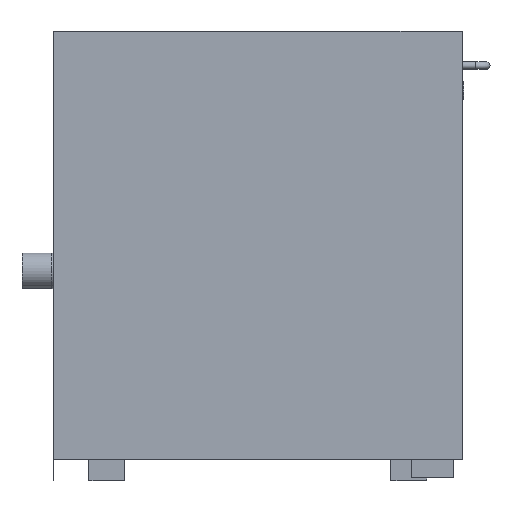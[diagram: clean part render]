
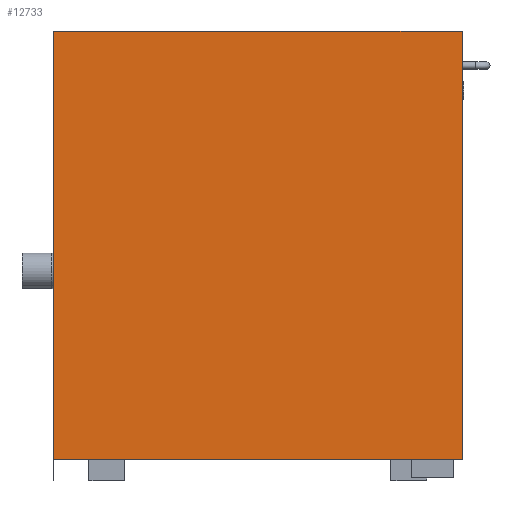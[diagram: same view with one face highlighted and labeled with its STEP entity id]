
A CAD part, left-side view. The second image highlights one B-rep face of the part: STEP entity #12733.
In plain terms, the highlighted planar face has unit normal (-1, 0, 0).
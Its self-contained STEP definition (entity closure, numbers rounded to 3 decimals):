
#1523=FACE_OUTER_BOUND('',#2239,.T.);
#2239=EDGE_LOOP('',(#8952,#8953,#8954,#8955,#8956,#8957));
#3053=LINE('',#16956,#4396);
#3055=LINE('',#16960,#4398);
#3123=LINE('',#17099,#4466);
#3184=LINE('',#17254,#4527);
#3185=LINE('',#17256,#4528);
#3186=LINE('',#17257,#4529);
#4396=VECTOR('',#14191,10.);
#4398=VECTOR('',#14195,10.);
#4466=VECTOR('',#14311,10.);
#4527=VECTOR('',#14462,10.);
#4528=VECTOR('',#14463,10.);
#4529=VECTOR('',#14464,10.);
#5737=VERTEX_POINT('',#16952);
#5738=VERTEX_POINT('',#16954);
#5739=VERTEX_POINT('',#16958);
#5786=VERTEX_POINT('',#17097);
#5835=VERTEX_POINT('',#17253);
#5836=VERTEX_POINT('',#17255);
#6927=EDGE_CURVE('',#5737,#5738,#3053,.T.);
#6929=EDGE_CURVE('',#5739,#5738,#3055,.T.);
#6997=EDGE_CURVE('',#5786,#5739,#3123,.T.);
#7068=EDGE_CURVE('',#5835,#5786,#3184,.T.);
#7069=EDGE_CURVE('',#5836,#5835,#3185,.T.);
#7070=EDGE_CURVE('',#5737,#5836,#3186,.T.);
#8952=ORIENTED_EDGE('',*,*,#7068,.F.);
#8953=ORIENTED_EDGE('',*,*,#7069,.F.);
#8954=ORIENTED_EDGE('',*,*,#7070,.F.);
#8955=ORIENTED_EDGE('',*,*,#6927,.T.);
#8956=ORIENTED_EDGE('',*,*,#6929,.F.);
#8957=ORIENTED_EDGE('',*,*,#6997,.F.);
#12230=PLANE('',#13540);
#12733=ADVANCED_FACE('',(#1523),#12230,.T.);
#13540=AXIS2_PLACEMENT_3D('',#17252,#14460,#14461);
#14191=DIRECTION('',(0.,-1.,0.));
#14195=DIRECTION('',(0.,0.,-1.));
#14311=DIRECTION('',(0.,1.,0.));
#14460=DIRECTION('center_axis',(-1.,0.,0.));
#14461=DIRECTION('ref_axis',(0.,-1.,0.));
#14462=DIRECTION('',(0.,0.,-1.));
#14463=DIRECTION('',(0.,-1.,0.));
#14464=DIRECTION('',(0.,0.,1.));
#16952=CARTESIAN_POINT('',(-551.,287.,-330.44));
#16954=CARTESIAN_POINT('',(-551.,286.9,-330.44));
#16956=CARTESIAN_POINT('',(-551.,287.,-330.44));
#16958=CARTESIAN_POINT('',(-551.,286.9,-300.44));
#16960=CARTESIAN_POINT('',(-551.,286.9,-330.44));
#17097=CARTESIAN_POINT('',(-551.,-287.,-300.44));
#17099=CARTESIAN_POINT('',(-551.,287.,-300.44));
#17252=CARTESIAN_POINT('Origin',(-551.,287.,0.));
#17253=CARTESIAN_POINT('',(-551.,-287.,300.44));
#17254=CARTESIAN_POINT('',(-551.,-287.,0.));
#17255=CARTESIAN_POINT('',(-551.,287.,300.44));
#17256=CARTESIAN_POINT('',(-551.,287.,300.44));
#17257=CARTESIAN_POINT('',(-551.,287.,0.));
